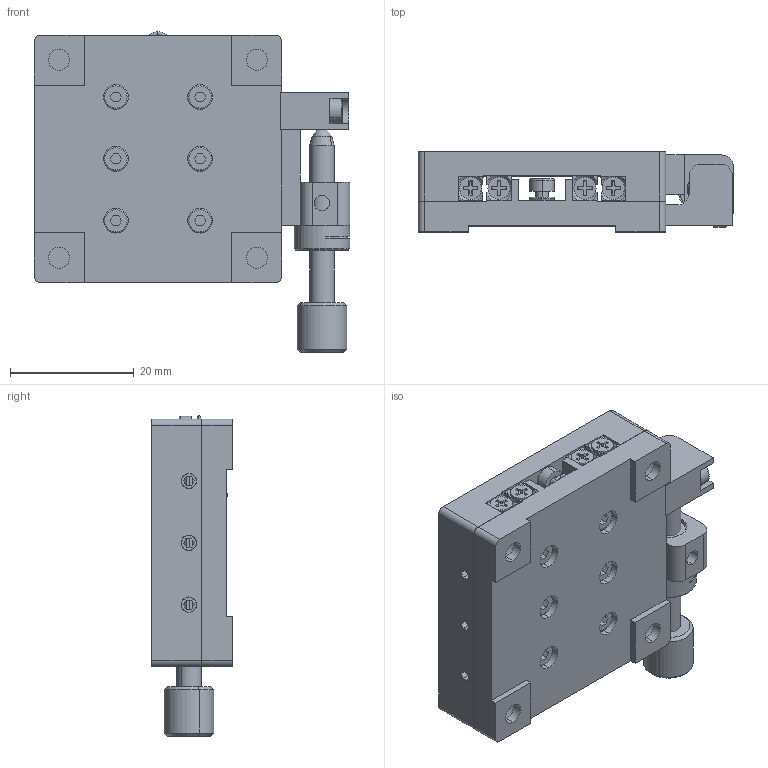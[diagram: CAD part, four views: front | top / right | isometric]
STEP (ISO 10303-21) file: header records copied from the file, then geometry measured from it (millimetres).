
FILE_DESCRIPTION (( 'STEP AP203' ), '1' );
FILE_NAME ('06LSC-4016-ASM.STEP', '2017-11-20T04:03:11', ( '' ), ( '' ), 'SwSTEP 2.0', 'SolidWorks 2016', '' );
FILE_SCHEMA (( 'CONFIG_CONTROL_DESIGN' ));
Length unit declared in the file: millimetre
Products named in the file (1): 06LSC-4016-ASM
Bounding box: 51 x 13 x 51.77 mm (x, y, z)
Surface area: 13899.3 mm2 (no closed solid volume)
Topology: 0 solids, 43 shells, 612 faces, 1774 edges, 1200 vertices
Faces by surface type: plane 377, cylinder 123, cone 74, torus 36, sphere 2
Entity records: 20488 total; most frequent: CARTESIAN_POINT 4155, DIRECTION 3433, ORIENTED_EDGE 3122, EDGE_CURVE 1769, VERTEX_POINT 1197, AXIS2_PLACEMENT_3D 1161, VECTOR 1111, LINE 1111
